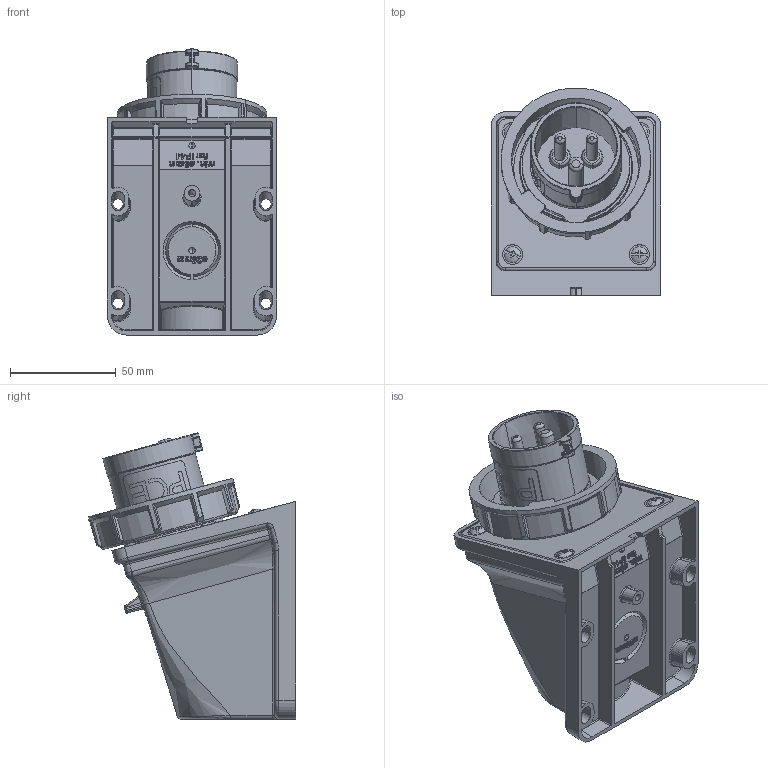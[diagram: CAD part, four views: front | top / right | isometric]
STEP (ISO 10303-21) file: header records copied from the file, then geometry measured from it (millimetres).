
FILE_DESCRIPTION (( 'STEP AP203' ), '1' );
FILE_NAME ('5132-6k.STEP', '2017-11-23T13:05:27', ( '' ), ( '' ), 'SwSTEP 2.0', 'SolidWorks 2016', '' );
FILE_SCHEMA (( 'CONFIG_CONTROL_DESIGN' ));
Products named in the file (1): 5132-6k
Bounding box: 80 x 98.11 x 135.41 mm (x, y, z)
Volume: 384705.2 mm3; surface area: 71497.8 mm2
Topology: 1 solids, 1 shells, 1383 faces, 3597 edges, 2258 vertices
Faces by surface type: plane 484, bspline 443, cylinder 220, torus 94, cone 88, sphere 54
Entity records: 97131 total; most frequent: CARTESIAN_POINT 67891, ORIENTED_EDGE 7066, DIRECTION 4594, EDGE_CURVE 3533, VERTEX_POINT 2240, AXIS2_PLACEMENT_3D 1694, EDGE_LOOP 1479, FACE_OUTER_BOUND 1383
